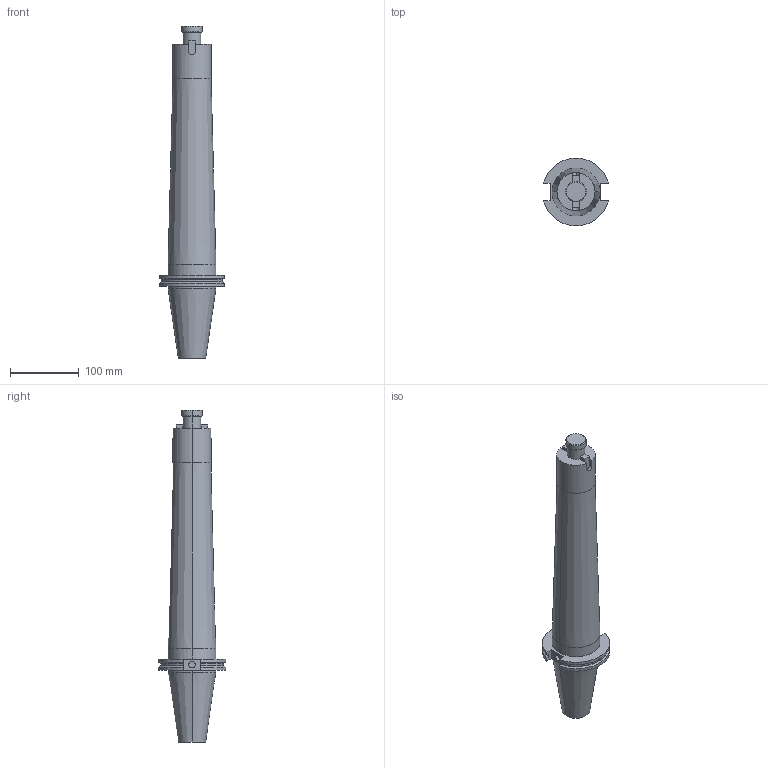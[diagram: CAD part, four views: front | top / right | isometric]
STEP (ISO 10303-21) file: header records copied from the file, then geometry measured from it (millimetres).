
FILE_DESCRIPTION (( 'STEP AP203' ), '1' );
FILE_NAME ('STP-SATE-22723-14.STEP', '2017-11-29T03:58:09', ( '' ), ( '' ), 'SwSTEP 2.0', 'SolidWorks 2015', '' );
FILE_SCHEMA (( 'CONFIG_CONTROL_DESIGN' ));
Length unit declared in the file: millimetre
Products named in the file (1): STP-SATE-22723-14
Bounding box: 94.95 x 98.05 x 484.05 mm (x, y, z)
Volume: 1369926 mm3; surface area: 112201.4 mm2
Topology: 4 solids, 4 shells, 83 faces, 192 edges, 121 vertices
Faces by surface type: plane 35, cylinder 30, cone 18
Entity records: 2479 total; most frequent: CARTESIAN_POINT 486, DIRECTION 418, ORIENTED_EDGE 380, EDGE_CURVE 190, AXIS2_PLACEMENT_3D 155, VERTEX_POINT 121, LINE 108, VECTOR 108
